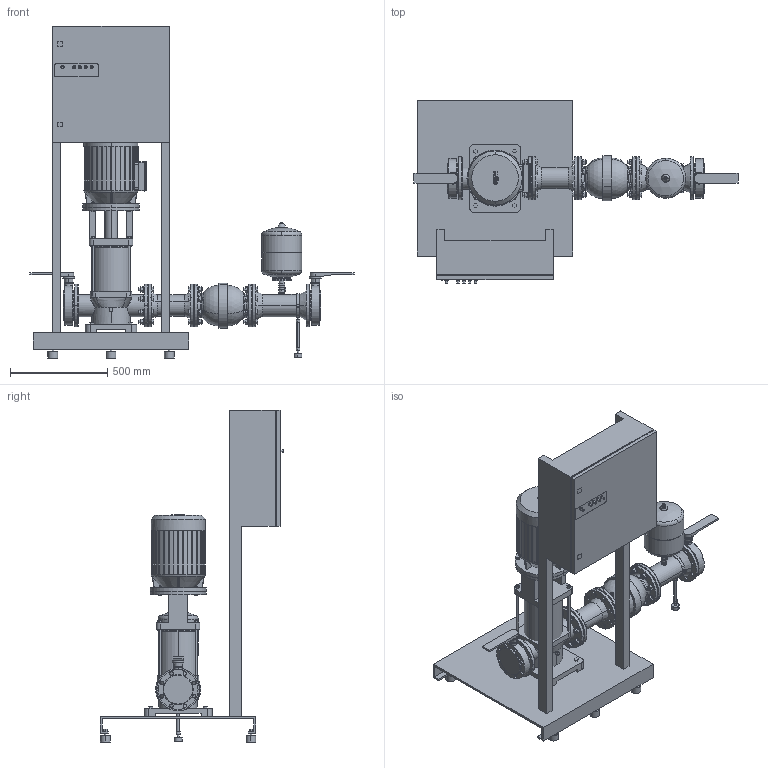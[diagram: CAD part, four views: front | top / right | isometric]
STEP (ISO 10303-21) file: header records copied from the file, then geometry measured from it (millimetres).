
FILE_DESCRIPTION((''),'2;1');
FILE_NAME('3d_FLA-1MVI7002_1PN10-2536577.stp','2013-07-05T14:13:02',(''),(''),'Mechanical Desktop 2009','Mechanical Desktop 2009',', , ');
FILE_SCHEMA(('CONFIG_CONTROL_DESIGN'));
Length unit declared in the file: millimetre
Products named in the file (1): Product
Bounding box: 1669 x 943 x 1710 mm (x, y, z)
Volume: 162246310.3 mm3; surface area: 7028268.4 mm2
Topology: 65 solids, 65 shells, 2010 faces, 4876 edges, 3139 vertices
Faces by surface type: bspline 737, plane 648, cylinder 461, cone 92, torus 58, sphere 14
Full cylindrical faces by diameter (mm): 114.3 x2, 205 x2
Entity records: 65039 total; most frequent: CARTESIAN_POINT 18794, ORIENTED_EDGE 9684, DIRECTION 9110, EDGE_CURVE 4842, VERTEX_POINT 3126, AXIS2_PLACEMENT_3D 3098, VECTOR 2914, LINE 2914
